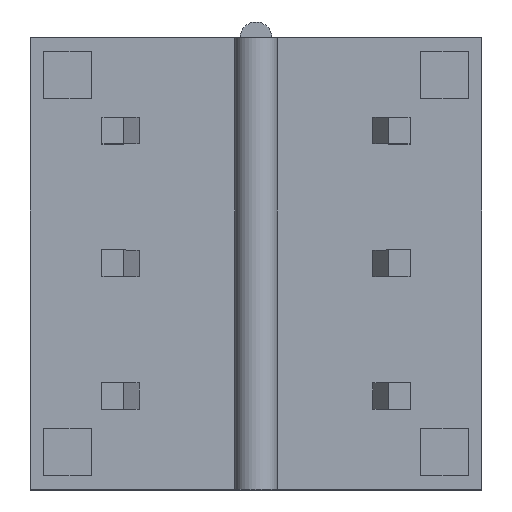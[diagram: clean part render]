
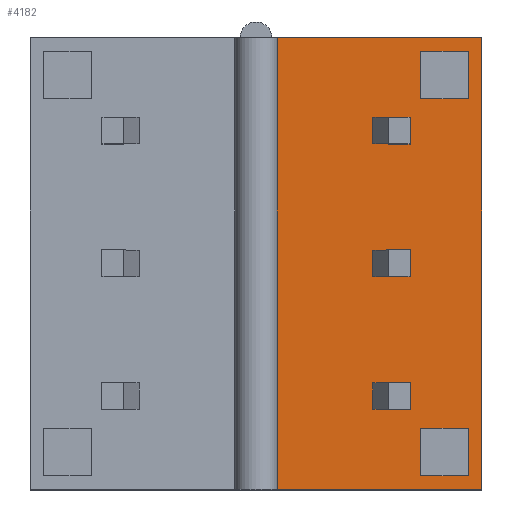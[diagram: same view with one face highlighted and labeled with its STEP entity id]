
A CAD part, top view. The second image highlights one B-rep face of the part: STEP entity #4182.
In plain terms, the highlighted planar face has unit normal (0, 0, 1).
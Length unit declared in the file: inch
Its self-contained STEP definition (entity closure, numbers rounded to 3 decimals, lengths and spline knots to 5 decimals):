
#3260=CARTESIAN_POINT('',(0.09843,0.08858,0.01969));
#3261=VERTEX_POINT('',#3260);
#3270=CARTESIAN_POINT('',(0.11417,0.08858,0.01969));
#3271=VERTEX_POINT('',#3270);
#3272=CARTESIAN_POINT('',(0.11417,0.08858,0.01969));
#3273=DIRECTION('',(-1.0,0.0,0.0));
#3274=VECTOR('',#3273,0.01575);
#3275=LINE('',#3272,#3274);
#3276=EDGE_CURVE('',#3271,#3261,#3275,.T.);
#3348=CARTESIAN_POINT('',(0.11417,0.10827,0.01969));
#3349=VERTEX_POINT('',#3348);
#3365=CARTESIAN_POINT('',(0.11417,0.10827,0.01969));
#3366=DIRECTION('',(0.0,-1.0,0.0));
#3367=VECTOR('',#3366,0.01969);
#3368=LINE('',#3365,#3367);
#3369=EDGE_CURVE('',#3349,#3271,#3368,.T.);
#3547=CARTESIAN_POINT('',(0.09843,0.10827,0.01969));
#3548=VERTEX_POINT('',#3547);
#3555=CARTESIAN_POINT('',(0.09843,0.08858,0.01969));
#3556=DIRECTION('',(0.0,1.0,0.0));
#3557=VECTOR('',#3556,0.01969);
#3558=LINE('',#3555,#3557);
#3559=EDGE_CURVE('',#3261,#3548,#3558,.T.);
#3572=CARTESIAN_POINT('',(0.09843,0.10827,0.01969));
#3573=DIRECTION('',(1.0,0.0,0.0));
#3574=VECTOR('',#3573,0.01575);
#3575=LINE('',#3572,#3574);
#3576=EDGE_CURVE('',#3548,#3349,#3575,.T.);
#3594=CARTESIAN_POINT('',(0.09843,-0.10827,0.01969));
#3595=VERTEX_POINT('',#3594);
#3604=CARTESIAN_POINT('',(0.11417,-0.10827,0.01969));
#3605=VERTEX_POINT('',#3604);
#3606=CARTESIAN_POINT('',(0.11417,-0.10827,0.01969));
#3607=DIRECTION('',(-1.0,0.0,0.0));
#3608=VECTOR('',#3607,0.01575);
#3609=LINE('',#3606,#3608);
#3610=EDGE_CURVE('',#3605,#3595,#3609,.T.);
#3682=CARTESIAN_POINT('',(0.11417,-0.08858,0.01969));
#3683=VERTEX_POINT('',#3682);
#3699=CARTESIAN_POINT('',(0.11417,-0.08858,0.01969));
#3700=DIRECTION('',(0.0,-1.0,0.0));
#3701=VECTOR('',#3700,0.01969);
#3702=LINE('',#3699,#3701);
#3703=EDGE_CURVE('',#3683,#3605,#3702,.T.);
#3881=CARTESIAN_POINT('',(0.09843,-0.08858,0.01969));
#3882=VERTEX_POINT('',#3881);
#3889=CARTESIAN_POINT('',(0.09843,-0.10827,0.01969));
#3890=DIRECTION('',(0.0,1.0,0.0));
#3891=VECTOR('',#3890,0.01969);
#3892=LINE('',#3889,#3891);
#3893=EDGE_CURVE('',#3595,#3882,#3892,.T.);
#3906=CARTESIAN_POINT('',(0.09843,-0.08858,0.01969));
#3907=DIRECTION('',(1.0,0.0,0.0));
#3908=VECTOR('',#3907,0.01575);
#3909=LINE('',#3906,#3908);
#3910=EDGE_CURVE('',#3882,#3683,#3909,.T.);
#3938=CARTESIAN_POINT('',(0.01575,-0.16732,0.01969));
#3939=VERTEX_POINT('',#3938);
#3947=CARTESIAN_POINT('',(0.01575,0.16732,0.01969));
#3948=VERTEX_POINT('',#3947);
#3949=CARTESIAN_POINT('',(0.01575,0.16732,0.01969));
#3950=DIRECTION('',(0.0,-1.0,0.0));
#3951=VECTOR('',#3950,0.33465);
#3952=LINE('',#3949,#3951);
#3953=EDGE_CURVE('',#3948,#3939,#3952,.T.);
#3985=CARTESIAN_POINT('',(0.16732,0.16732,0.01969));
#3986=VERTEX_POINT('',#3985);
#3987=CARTESIAN_POINT('',(0.01575,0.16732,0.01969));
#3988=DIRECTION('',(1.0,0.0,0.0));
#3989=VECTOR('',#3988,0.15157);
#3990=LINE('',#3987,#3989);
#3991=EDGE_CURVE('',#3948,#3986,#3990,.T.);
#4045=CARTESIAN_POINT('',(0.00817,-0.18406,0.01969));
#4046=DIRECTION('',(0.0,0.0,1.0));
#4047=DIRECTION('',(1.0,0.0,0.0));
#4048=AXIS2_PLACEMENT_3D('',#4045,#4046,#4047);
#4049=PLANE('',#4048);
#4050=ORIENTED_EDGE('',*,*,#3953,.T.);
#4051=CARTESIAN_POINT('',(0.16732,-0.16732,0.01969));
#4052=VERTEX_POINT('',#4051);
#4053=CARTESIAN_POINT('',(0.16732,-0.16732,0.01969));
#4054=DIRECTION('',(-1.0,0.0,0.0));
#4055=VECTOR('',#4054,0.15157);
#4056=LINE('',#4053,#4055);
#4057=EDGE_CURVE('',#4052,#3939,#4056,.T.);
#4058=ORIENTED_EDGE('',*,*,#4057,.F.);
#4059=CARTESIAN_POINT('',(0.16732,0.16732,0.01969));
#4060=DIRECTION('',(0.0,-1.0,0.0));
#4061=VECTOR('',#4060,0.33465);
#4062=LINE('',#4059,#4061);
#4063=EDGE_CURVE('',#3986,#4052,#4062,.T.);
#4064=ORIENTED_EDGE('',*,*,#4063,.F.);
#4065=ORIENTED_EDGE('',*,*,#3991,.F.);
#4066=EDGE_LOOP('',(#4050,#4058,#4064,#4065));
#4067=FACE_OUTER_BOUND('',#4066,.T.);
#4068=ORIENTED_EDGE('',*,*,#3276,.T.);
#4069=ORIENTED_EDGE('',*,*,#3559,.T.);
#4070=ORIENTED_EDGE('',*,*,#3576,.T.);
#4071=ORIENTED_EDGE('',*,*,#3369,.T.);
#4072=EDGE_LOOP('',(#4068,#4069,#4070,#4071));
#4073=FACE_BOUND('',#4072,.T.);
#4074=ORIENTED_EDGE('',*,*,#3610,.T.);
#4075=ORIENTED_EDGE('',*,*,#3893,.T.);
#4076=ORIENTED_EDGE('',*,*,#3910,.T.);
#4077=ORIENTED_EDGE('',*,*,#3703,.T.);
#4078=EDGE_LOOP('',(#4074,#4075,#4076,#4077));
#4079=FACE_BOUND('',#4078,.T.);
#4080=CARTESIAN_POINT('',(0.11417,-0.00984,0.01969));
#4081=VERTEX_POINT('',#4080);
#4082=CARTESIAN_POINT('',(0.09843,-0.00984,0.01969));
#4083=VERTEX_POINT('',#4082);
#4084=CARTESIAN_POINT('',(0.11417,-0.00984,0.01969));
#4085=DIRECTION('',(-1.0,0.0,0.0));
#4086=VECTOR('',#4085,0.01575);
#4087=LINE('',#4084,#4086);
#4088=EDGE_CURVE('',#4081,#4083,#4087,.T.);
#4089=ORIENTED_EDGE('',*,*,#4088,.T.);
#4090=CARTESIAN_POINT('',(0.09843,0.00984,0.01969));
#4091=VERTEX_POINT('',#4090);
#4092=CARTESIAN_POINT('',(0.09843,-0.00984,0.01969));
#4093=DIRECTION('',(0.0,1.0,0.0));
#4094=VECTOR('',#4093,0.01969);
#4095=LINE('',#4092,#4094);
#4096=EDGE_CURVE('',#4083,#4091,#4095,.T.);
#4097=ORIENTED_EDGE('',*,*,#4096,.T.);
#4098=CARTESIAN_POINT('',(0.11417,0.00984,0.01969));
#4099=VERTEX_POINT('',#4098);
#4100=CARTESIAN_POINT('',(0.09843,0.00984,0.01969));
#4101=DIRECTION('',(1.0,0.0,0.0));
#4102=VECTOR('',#4101,0.01575);
#4103=LINE('',#4100,#4102);
#4104=EDGE_CURVE('',#4091,#4099,#4103,.T.);
#4105=ORIENTED_EDGE('',*,*,#4104,.T.);
#4106=CARTESIAN_POINT('',(0.11417,0.00984,0.01969));
#4107=DIRECTION('',(0.0,-1.0,0.0));
#4108=VECTOR('',#4107,0.01969);
#4109=LINE('',#4106,#4108);
#4110=EDGE_CURVE('',#4099,#4081,#4109,.T.);
#4111=ORIENTED_EDGE('',*,*,#4110,.T.);
#4112=EDGE_LOOP('',(#4089,#4097,#4105,#4111));
#4113=FACE_BOUND('',#4112,.T.);
#4114=CARTESIAN_POINT('',(0.15748,-0.12205,0.01969));
#4115=VERTEX_POINT('',#4114);
#4116=CARTESIAN_POINT('',(0.15748,-0.15748,0.01969));
#4117=VERTEX_POINT('',#4116);
#4118=CARTESIAN_POINT('',(0.15748,-0.12205,0.01969));
#4119=DIRECTION('',(0.0,-1.0,0.0));
#4120=VECTOR('',#4119,0.03543);
#4121=LINE('',#4118,#4120);
#4122=EDGE_CURVE('',#4115,#4117,#4121,.T.);
#4123=ORIENTED_EDGE('',*,*,#4122,.T.);
#4124=CARTESIAN_POINT('',(0.12205,-0.15748,0.01969));
#4125=VERTEX_POINT('',#4124);
#4126=CARTESIAN_POINT('',(0.15748,-0.15748,0.01969));
#4127=DIRECTION('',(-1.0,0.0,0.0));
#4128=VECTOR('',#4127,0.03543);
#4129=LINE('',#4126,#4128);
#4130=EDGE_CURVE('',#4117,#4125,#4129,.T.);
#4131=ORIENTED_EDGE('',*,*,#4130,.T.);
#4132=CARTESIAN_POINT('',(0.12205,-0.12205,0.01969));
#4133=VERTEX_POINT('',#4132);
#4134=CARTESIAN_POINT('',(0.12205,-0.15748,0.01969));
#4135=DIRECTION('',(0.0,1.0,0.0));
#4136=VECTOR('',#4135,0.03543);
#4137=LINE('',#4134,#4136);
#4138=EDGE_CURVE('',#4125,#4133,#4137,.T.);
#4139=ORIENTED_EDGE('',*,*,#4138,.T.);
#4140=CARTESIAN_POINT('',(0.12205,-0.12205,0.01969));
#4141=DIRECTION('',(1.0,0.0,0.0));
#4142=VECTOR('',#4141,0.03543);
#4143=LINE('',#4140,#4142);
#4144=EDGE_CURVE('',#4133,#4115,#4143,.T.);
#4145=ORIENTED_EDGE('',*,*,#4144,.T.);
#4146=EDGE_LOOP('',(#4123,#4131,#4139,#4145));
#4147=FACE_BOUND('',#4146,.T.);
#4148=CARTESIAN_POINT('',(0.15748,0.15748,0.01969));
#4149=VERTEX_POINT('',#4148);
#4150=CARTESIAN_POINT('',(0.15748,0.12205,0.01969));
#4151=VERTEX_POINT('',#4150);
#4152=CARTESIAN_POINT('',(0.15748,0.15748,0.01969));
#4153=DIRECTION('',(0.0,-1.0,0.0));
#4154=VECTOR('',#4153,0.03543);
#4155=LINE('',#4152,#4154);
#4156=EDGE_CURVE('',#4149,#4151,#4155,.T.);
#4157=ORIENTED_EDGE('',*,*,#4156,.T.);
#4158=CARTESIAN_POINT('',(0.12205,0.12205,0.01969));
#4159=VERTEX_POINT('',#4158);
#4160=CARTESIAN_POINT('',(0.15748,0.12205,0.01969));
#4161=DIRECTION('',(-1.0,0.0,0.0));
#4162=VECTOR('',#4161,0.03543);
#4163=LINE('',#4160,#4162);
#4164=EDGE_CURVE('',#4151,#4159,#4163,.T.);
#4165=ORIENTED_EDGE('',*,*,#4164,.T.);
#4166=CARTESIAN_POINT('',(0.12205,0.15748,0.01969));
#4167=VERTEX_POINT('',#4166);
#4168=CARTESIAN_POINT('',(0.12205,0.12205,0.01969));
#4169=DIRECTION('',(0.0,1.0,0.0));
#4170=VECTOR('',#4169,0.03543);
#4171=LINE('',#4168,#4170);
#4172=EDGE_CURVE('',#4159,#4167,#4171,.T.);
#4173=ORIENTED_EDGE('',*,*,#4172,.T.);
#4174=CARTESIAN_POINT('',(0.12205,0.15748,0.01969));
#4175=DIRECTION('',(1.0,0.0,0.0));
#4176=VECTOR('',#4175,0.03543);
#4177=LINE('',#4174,#4176);
#4178=EDGE_CURVE('',#4167,#4149,#4177,.T.);
#4179=ORIENTED_EDGE('',*,*,#4178,.T.);
#4180=EDGE_LOOP('',(#4157,#4165,#4173,#4179));
#4181=FACE_BOUND('',#4180,.T.);
#4182=ADVANCED_FACE('',(#4067,#4073,#4079,#4113,#4147,#4181),#4049,.T.);
